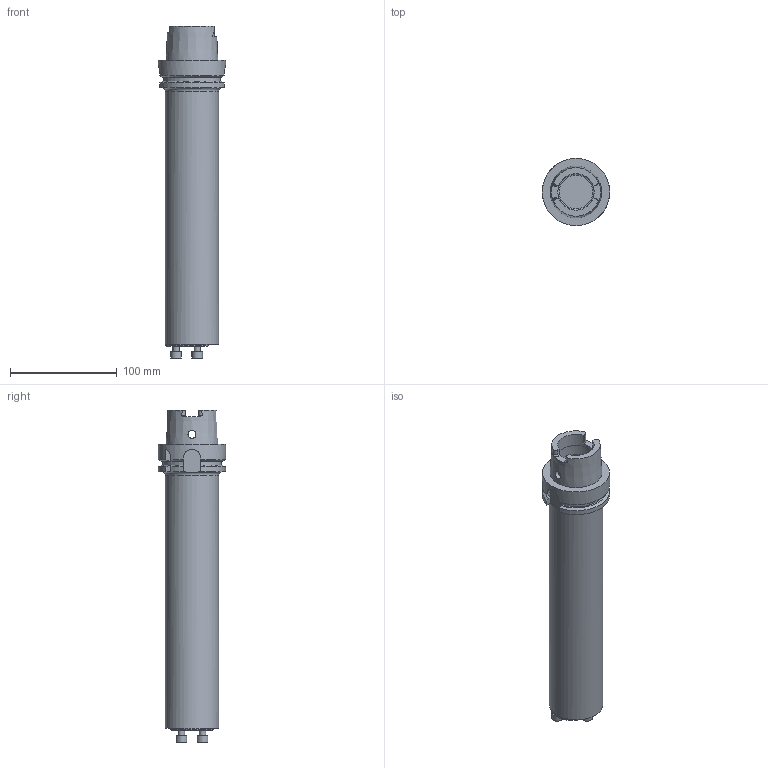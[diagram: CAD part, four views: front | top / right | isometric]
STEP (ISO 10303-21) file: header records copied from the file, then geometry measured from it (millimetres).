
FILE_DESCRIPTION(/* description */ (''),/* implementation_level */ '2;1');
FILE_NAME(/* name */ '1529477544151.stp',/* time_stamp */ '2018-06-20T08:52:31+02:00',/* author */ (''),/* organization */ ('SMS'),/* preprocessor_version */ 'ST-DEVELOPER v15',/* originating_system */ 'SIEMENS PLM Software NX 8.5',/* authorisation */ '');
FILE_SCHEMA (('AUTOMOTIVE_DESIGN { 1 0 10303 214 3 1 1 1 }'));
Length unit declared in the file: millimetre
Products named in the file (1): HT06_SL50D_268_40R
Bounding box: 62.94 x 62.94 x 310.9 mm (x, y, z)
Volume: 560390.9 mm3; surface area: 60579.8 mm2
Topology: 1 solids, 1 shells, 113 faces, 305 edges, 203 vertices
Faces by surface type: plane 64, cylinder 30, cone 10, torus 7, bspline 2
Full cylindrical faces by diameter (mm): 6 x3, 7.5 x2, 10 x3, 34.05 x2, 40 x1, 40.08 x1, 50 x1, 62.94 x1
Entity records: 3780 total; most frequent: CARTESIAN_POINT 1103, DIRECTION 533, ORIENTED_EDGE 524, EDGE_CURVE 262, AXIS2_PLACEMENT_3D 197, VERTEX_POINT 182, EDGE_LOOP 148, LINE 139
